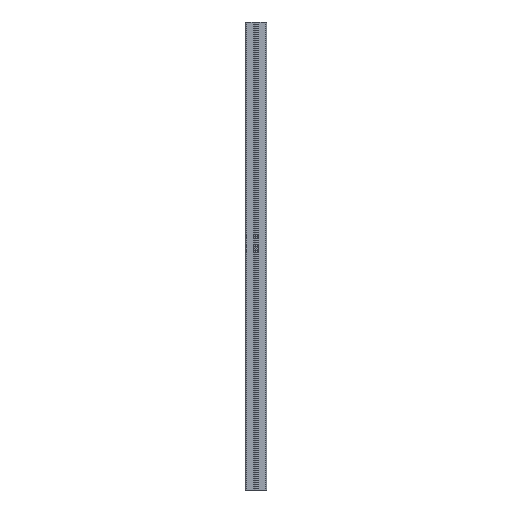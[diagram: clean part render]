
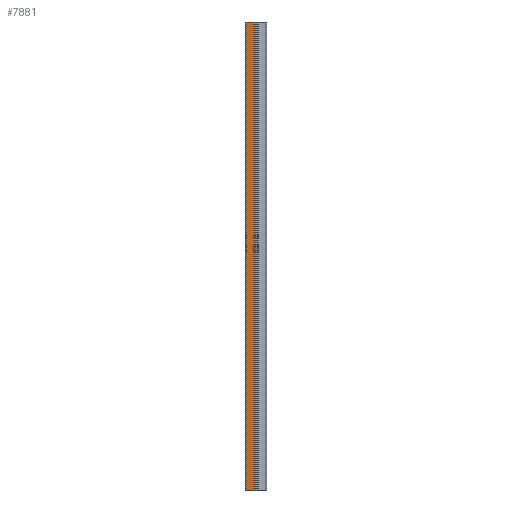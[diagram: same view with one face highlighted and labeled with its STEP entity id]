
A CAD part, left-side view. The second image highlights one B-rep face of the part: STEP entity #7881.
In plain terms, the highlighted planar face has unit normal (-1, 0, 0).
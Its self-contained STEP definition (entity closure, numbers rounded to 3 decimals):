
#49 = DIRECTION ( 'NONE',  ( 0., 0., -1. ) ) ;
#277 = CARTESIAN_POINT ( 'NONE',  ( -22.5, 6.1, 1000. ) ) ;
#411 = CARTESIAN_POINT ( 'NONE',  ( -22.5, 20., 1000. ) ) ;
#433 = LINE ( 'NONE', #6960, #1946 ) ;
#505 = DIRECTION ( 'NONE',  ( 0., 0., -1. ) ) ;
#736 = CARTESIAN_POINT ( 'NONE',  ( -22.5, 6.1, 0. ) ) ;
#904 = VERTEX_POINT ( 'NONE', #277 ) ;
#1423 = FACE_OUTER_BOUND ( 'NONE', #4191, .T. ) ;
#1472 = EDGE_CURVE ( 'NONE', #1806, #904, #433, .T. ) ;
#1514 = LINE ( 'NONE', #411, #3007 ) ;
#1756 = ORIENTED_EDGE ( 'NONE', *, *, #5502, .T. ) ;
#1795 = ORIENTED_EDGE ( 'NONE', *, *, #7382, .F. ) ;
#1806 = VERTEX_POINT ( 'NONE', #4235 ) ;
#1848 = CARTESIAN_POINT ( 'NONE',  ( -22.5, 20., 0. ) ) ;
#1883 = ORIENTED_EDGE ( 'NONE', *, *, #1472, .F. ) ;
#1946 = VECTOR ( 'NONE', #7592, 1000. ) ;
#1998 = VERTEX_POINT ( 'NONE', #736 ) ;
#3007 = VECTOR ( 'NONE', #3568, 1000. ) ;
#3206 = ORIENTED_EDGE ( 'NONE', *, *, #8110, .T. ) ;
#3568 = DIRECTION ( 'NONE',  ( 0., 0., -1. ) ) ;
#3616 = VECTOR ( 'NONE', #4984, 1000. ) ;
#3860 = DIRECTION ( 'NONE',  ( 1., 0., 0. ) ) ;
#4191 = EDGE_LOOP ( 'NONE', ( #1756, #1795, #1883, #3206 ) ) ;
#4235 = CARTESIAN_POINT ( 'NONE',  ( -22.5, 20., 1000. ) ) ;
#4936 = CARTESIAN_POINT ( 'NONE',  ( -22.5, 6.1, 1000. ) ) ;
#4984 = DIRECTION ( 'NONE',  ( 0., -1., 0. ) ) ;
#5288 = LINE ( 'NONE', #1848, #3616 ) ;
#5317 = AXIS2_PLACEMENT_3D ( 'NONE', #7650, #3860, #49 ) ;
#5378 = VECTOR ( 'NONE', #505, 1000. ) ;
#5502 = EDGE_CURVE ( 'NONE', #8228, #1998, #5288, .T. ) ;
#6035 = CARTESIAN_POINT ( 'NONE',  ( -22.5, 20., 0. ) ) ;
#6960 = CARTESIAN_POINT ( 'NONE',  ( -22.5, 20., 1000. ) ) ;
#7017 = PLANE ( 'NONE',  #5317 ) ;
#7079 = LINE ( 'NONE', #4936, #5378 ) ;
#7382 = EDGE_CURVE ( 'NONE', #904, #1998, #7079, .T. ) ;
#7592 = DIRECTION ( 'NONE',  ( 0., -1., 0. ) ) ;
#7650 = CARTESIAN_POINT ( 'NONE',  ( -22.5, 20., 1000. ) ) ;
#7881 = ADVANCED_FACE ( 'NONE', ( #1423 ), #7017, .F. ) ;
#8110 = EDGE_CURVE ( 'NONE', #1806, #8228, #1514, .T. ) ;
#8228 = VERTEX_POINT ( 'NONE', #6035 ) ;
